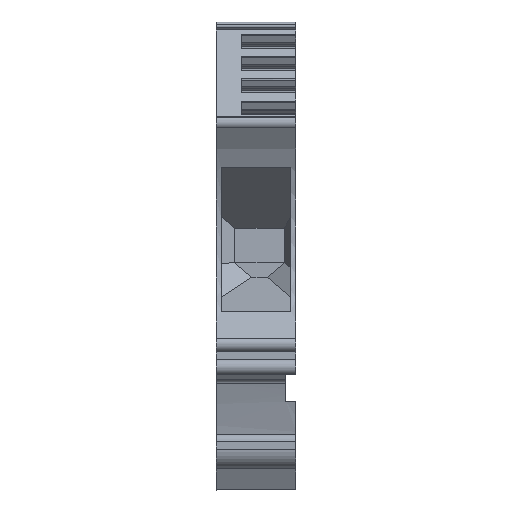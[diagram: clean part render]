
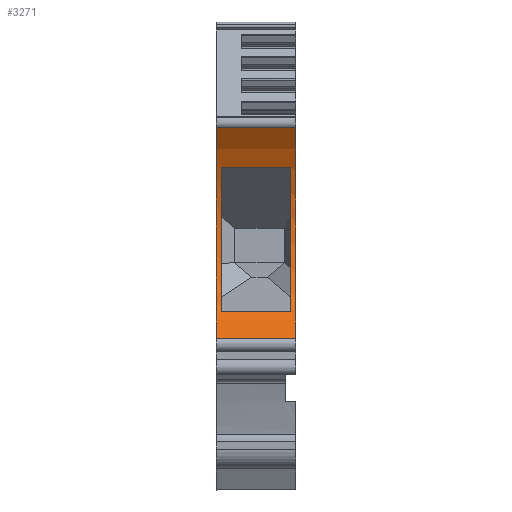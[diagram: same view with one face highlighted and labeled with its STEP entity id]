
A CAD part, front view. The second image highlights one B-rep face of the part: STEP entity #3271.
In plain terms, the highlighted cylindrical face has radius 15.05 mm (diameter 30.1 mm), a partial arc.
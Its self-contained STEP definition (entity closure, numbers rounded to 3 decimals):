
#609=AXIS2_PLACEMENT_3D('Circle Axis2P3D',#607,#608,$) ;
#3217=AXIS2_PLACEMENT_3D('Cylinder Axis2P3D',#3214,#3215,#3216) ;
#3221=AXIS2_PLACEMENT_3D('Circle Axis2P3D',#3219,#3220,$) ;
#3239=AXIS2_PLACEMENT_3D('Circle Axis2P3D',#3237,#3238,$) ;
#3255=AXIS2_PLACEMENT_3D('Circle Axis2P3D',#3253,#3254,$) ;
#604=CARTESIAN_POINT('Vertex',(0.,4.261,14.968)) ;
#607=CARTESIAN_POINT('Axis2P3D Location',(0.,-5.549,26.381)) ;
#611=CARTESIAN_POINT('Vertex',(0.,6.166,35.829)) ;
#3198=CARTESIAN_POINT('Vertex',(7.9,4.261,14.968)) ;
#3201=CARTESIAN_POINT('Line Origine',(3.95,4.261,14.968)) ;
#3214=CARTESIAN_POINT('Axis2P3D Location',(3.95,-5.549,26.381)) ;
#3219=CARTESIAN_POINT('Axis2P3D Location',(7.9,-5.549,26.381)) ;
#3223=CARTESIAN_POINT('Vertex',(7.9,6.166,35.829)) ;
#3226=CARTESIAN_POINT('Line Origine',(3.95,6.166,35.829)) ;
#3237=CARTESIAN_POINT('Axis2P3D Location',(7.4,-5.549,26.381)) ;
#3241=CARTESIAN_POINT('Vertex',(7.4,6.709,17.65)) ;
#3243=CARTESIAN_POINT('Vertex',(7.4,8.472,31.85)) ;
#3246=CARTESIAN_POINT('Line Origine',(3.95,6.709,17.65)) ;
#3250=CARTESIAN_POINT('Vertex',(0.5,6.709,17.65)) ;
#3253=CARTESIAN_POINT('Axis2P3D Location',(0.5,-5.549,26.381)) ;
#3257=CARTESIAN_POINT('Vertex',(0.5,8.472,31.85)) ;
#3260=CARTESIAN_POINT('Line Origine',(3.95,8.472,31.85)) ;
#608=DIRECTION('Axis2P3D Direction',(1.,0.,0.)) ;
#3202=DIRECTION('Vector Direction',(1.,0.,0.)) ;
#3215=DIRECTION('Axis2P3D Direction',(1.,0.,0.)) ;
#3216=DIRECTION('Axis2P3D XDirection',(0.,0.652,-0.758)) ;
#3220=DIRECTION('Axis2P3D Direction',(1.,0.,0.)) ;
#3227=DIRECTION('Vector Direction',(1.,0.,0.)) ;
#3238=DIRECTION('Axis2P3D Direction',(1.,0.,0.)) ;
#3247=DIRECTION('Vector Direction',(1.,0.,0.)) ;
#3254=DIRECTION('Axis2P3D Direction',(1.,0.,0.)) ;
#3261=DIRECTION('Vector Direction',(1.,0.,0.)) ;
#3203=VECTOR('Line Direction',#3202,1.) ;
#3228=VECTOR('Line Direction',#3227,1.) ;
#3248=VECTOR('Line Direction',#3247,1.) ;
#3262=VECTOR('Line Direction',#3261,1.) ;
#3232=ORIENTED_EDGE('',*,*,#3205,.T.) ;
#3233=ORIENTED_EDGE('',*,*,#3225,.F.) ;
#3234=ORIENTED_EDGE('',*,*,#3230,.F.) ;
#3235=ORIENTED_EDGE('',*,*,#613,.T.) ;
#3266=ORIENTED_EDGE('',*,*,#3245,.F.) ;
#3267=ORIENTED_EDGE('',*,*,#3252,.F.) ;
#3268=ORIENTED_EDGE('',*,*,#3259,.F.) ;
#3269=ORIENTED_EDGE('',*,*,#3264,.T.) ;
#3270=FACE_BOUND('',#3265,.T.) ;
#3271=ADVANCED_FACE('KLTR',(#3236,#3270),#3218,.F.) ;
#610=CIRCLE('generated circle',#609,15.05) ;
#3222=CIRCLE('generated circle',#3221,15.05) ;
#3240=CIRCLE('generated circle',#3239,15.05) ;
#3256=CIRCLE('generated circle',#3255,15.05) ;
#3218=CYLINDRICAL_SURFACE('generated cylinder',#3217,15.05) ;
#613=EDGE_CURVE('',#612,#605,#610,.F.) ;
#3205=EDGE_CURVE('',#605,#3199,#3204,.T.) ;
#3225=EDGE_CURVE('',#3224,#3199,#3222,.F.) ;
#3230=EDGE_CURVE('',#612,#3224,#3229,.T.) ;
#3245=EDGE_CURVE('',#3242,#3244,#3240,.T.) ;
#3252=EDGE_CURVE('',#3251,#3242,#3249,.T.) ;
#3259=EDGE_CURVE('',#3258,#3251,#3256,.F.) ;
#3264=EDGE_CURVE('',#3258,#3244,#3263,.T.) ;
#3231=EDGE_LOOP('',(#3232,#3233,#3234,#3235)) ;
#3265=EDGE_LOOP('',(#3266,#3267,#3268,#3269)) ;
#3236=FACE_OUTER_BOUND('',#3231,.T.) ;
#3204=LINE('Line',#3201,#3203) ;
#3229=LINE('Line',#3226,#3228) ;
#3249=LINE('Line',#3246,#3248) ;
#3263=LINE('Line',#3260,#3262) ;
#605=VERTEX_POINT('',#604) ;
#612=VERTEX_POINT('',#611) ;
#3199=VERTEX_POINT('',#3198) ;
#3224=VERTEX_POINT('',#3223) ;
#3242=VERTEX_POINT('',#3241) ;
#3244=VERTEX_POINT('',#3243) ;
#3251=VERTEX_POINT('',#3250) ;
#3258=VERTEX_POINT('',#3257) ;
